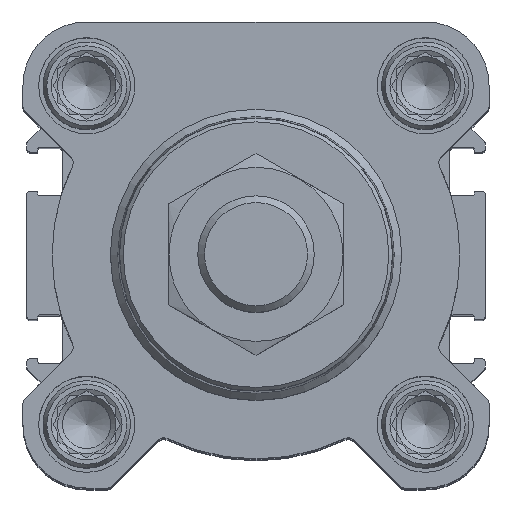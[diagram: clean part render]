
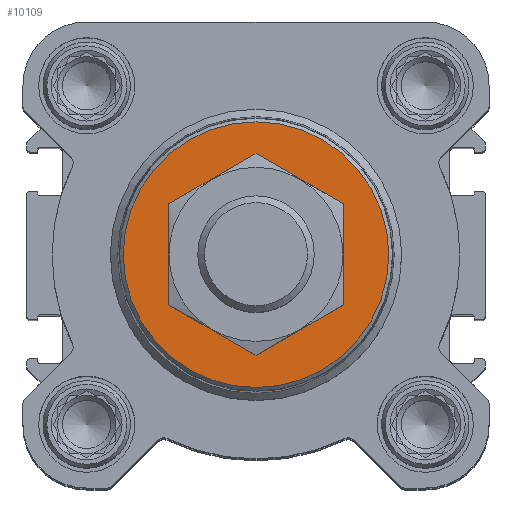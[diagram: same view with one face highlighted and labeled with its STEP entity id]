
A CAD part, top view. The second image highlights one B-rep face of the part: STEP entity #10109.
In plain terms, the highlighted planar face has unit normal (0, 0, 1).
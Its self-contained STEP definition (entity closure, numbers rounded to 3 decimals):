
#1974=PLANE('',#11026);
#2503=CIRCLE('',#11027,18.242);
#2504=CIRCLE('',#11028,10.);
#4306=ORIENTED_EDGE('',*,*,#6505,.F.);
#4307=ORIENTED_EDGE('',*,*,#6506,.T.);
#6505=EDGE_CURVE('',#7720,#7720,#2503,.T.);
#6506=EDGE_CURVE('',#7721,#7721,#2504,.T.);
#7720=VERTEX_POINT('',#16809);
#7721=VERTEX_POINT('',#16811);
#8534=EDGE_LOOP('',(#4306));
#8535=EDGE_LOOP('',(#4307));
#9245=FACE_BOUND('',#8534,.T.);
#9246=FACE_BOUND('',#8535,.T.);
#10109=ADVANCED_FACE('',(#9245,#9246),#1974,.F.);
#11026=AXIS2_PLACEMENT_3D('',#16807,#13043,#13044);
#11027=AXIS2_PLACEMENT_3D('',#16808,#13045,#13046);
#11028=AXIS2_PLACEMENT_3D('',#16810,#13047,#13048);
#13043=DIRECTION('',(0.,0.,-1.));
#13044=DIRECTION('',(-1.,0.,0.));
#13045=DIRECTION('',(0.,0.,-1.));
#13046=DIRECTION('',(-1.,0.,0.));
#13047=DIRECTION('',(0.,0.,-1.));
#13048=DIRECTION('',(-1.,0.,0.));
#16807=CARTESIAN_POINT('',(0.,0.,26.8));
#16808=CARTESIAN_POINT('',(0.,0.,26.8));
#16809=CARTESIAN_POINT('',(-18.242,0.,26.8));
#16810=CARTESIAN_POINT('',(0.,0.,26.8));
#16811=CARTESIAN_POINT('',(-10.,0.,26.8));
